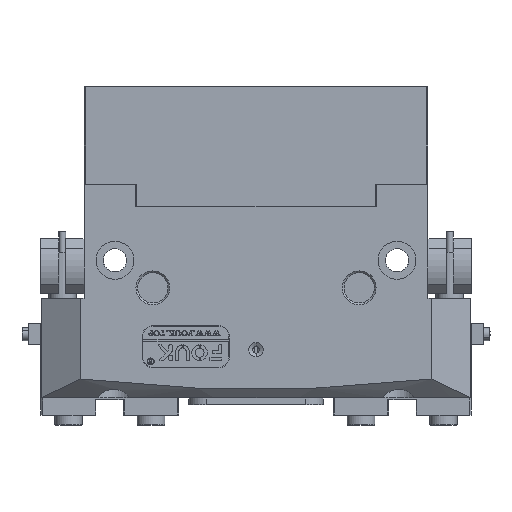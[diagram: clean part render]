
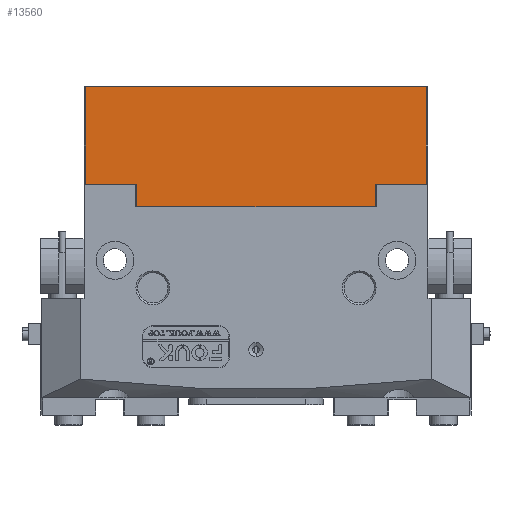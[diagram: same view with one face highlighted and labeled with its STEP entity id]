
A CAD part, front view. The second image highlights one B-rep face of the part: STEP entity #13560.
In plain terms, the highlighted planar face has unit normal (0, -1, 0).
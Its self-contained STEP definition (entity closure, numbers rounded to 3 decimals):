
#531 = VERTEX_POINT ( 'NONE', #29188 ) ;
#1178 = EDGE_CURVE ( 'NONE', #26747, #25280, #35719, .T. ) ;
#1838 = DIRECTION ( 'NONE',  ( -1., 0., 0. ) ) ;
#2003 = VERTEX_POINT ( 'NONE', #29690 ) ;
#2452 = CARTESIAN_POINT ( 'NONE',  ( -57.78, -23.114, 148.641 ) ) ;
#3480 = VECTOR ( 'NONE', #20871, 1000. ) ;
#4259 = ORIENTED_EDGE ( 'NONE', *, *, #7417, .T. ) ;
#5234 = CARTESIAN_POINT ( 'NONE',  ( -42.68, -23.114, 148.641 ) ) ;
#5943 = CARTESIAN_POINT ( 'NONE',  ( 26.52, -23.114, 148.641 ) ) ;
#6117 = ORIENTED_EDGE ( 'NONE', *, *, #1178, .F. ) ;
#6345 = VECTOR ( 'NONE', #16695, 1000. ) ;
#6474 = EDGE_CURVE ( 'NONE', #26747, #531, #8030, .T. ) ;
#6515 = EDGE_LOOP ( 'NONE', ( #38218, #38152, #19833, #4259, #6117, #19406, #32543, #25620, #17448, #38120 ) ) ;
#6564 = DIRECTION ( 'NONE',  ( 0.707, 0., 0.707 ) ) ;
#6776 = CARTESIAN_POINT ( 'NONE',  ( -58.28, -23.114, 155.241 ) ) ;
#7008 = VERTEX_POINT ( 'NONE', #10869 ) ;
#7417 = EDGE_CURVE ( 'NONE', #7008, #25280, #8291, .T. ) ;
#7514 = LINE ( 'NONE', #9490, #14317 ) ;
#7649 = DIRECTION ( 'NONE',  ( 0., 0., 1. ) ) ;
#8030 = LINE ( 'NONE', #5234, #21256 ) ;
#8090 = CARTESIAN_POINT ( 'NONE',  ( 26.12, -23.114, 148.641 ) ) ;
#8291 = LINE ( 'NONE', #6776, #18057 ) ;
#8391 = FACE_OUTER_BOUND ( 'NONE', #6515, .T. ) ;
#8817 = VECTOR ( 'NONE', #7649, 1000. ) ;
#8952 = LINE ( 'NONE', #10781, #10721 ) ;
#9490 = CARTESIAN_POINT ( 'NONE',  ( -58.28, -23.114, 155.241 ) ) ;
#10014 = DIRECTION ( 'NONE',  ( 0., 0., 1. ) ) ;
#10146 = CARTESIAN_POINT ( 'NONE',  ( 41.22, -23.114, 148.641 ) ) ;
#10513 = DIRECTION ( 'NONE',  ( 0., 0., 1. ) ) ;
#10721 = VECTOR ( 'NONE', #10513, 1000. ) ;
#10781 = CARTESIAN_POINT ( 'NONE',  ( 26.52, -23.114, 148.641 ) ) ;
#10823 = VERTEX_POINT ( 'NONE', #10882 ) ;
#10869 = CARTESIAN_POINT ( 'NONE',  ( -57.78, -23.114, 155.241 ) ) ;
#10882 = CARTESIAN_POINT ( 'NONE',  ( 26.52, -23.114, 149.041 ) ) ;
#12268 = CARTESIAN_POINT ( 'NONE',  ( 41.22, -23.114, 155.241 ) ) ;
#12565 = VERTEX_POINT ( 'NONE', #12268 ) ;
#13072 = CARTESIAN_POINT ( 'NONE',  ( -43.08, -23.114, 149.041 ) ) ;
#13560 = ADVANCED_FACE ( 'NONE', ( #8391 ), #33669, .F. ) ;
#14317 = VECTOR ( 'NONE', #22070, 1000. ) ;
#14602 = EDGE_CURVE ( 'NONE', #2003, #7008, #39617, .T. ) ;
#15350 = LINE ( 'NONE', #15975, #19726 ) ;
#15975 = CARTESIAN_POINT ( 'NONE',  ( 26.12, -23.114, 148.641 ) ) ;
#16695 = DIRECTION ( 'NONE',  ( 1., 0., 0. ) ) ;
#16933 = CARTESIAN_POINT ( 'NONE',  ( -43.08, -23.114, 148.641 ) ) ;
#16977 = CARTESIAN_POINT ( 'NONE',  ( -58.28, -23.114, 183.641 ) ) ;
#17095 = CARTESIAN_POINT ( 'NONE',  ( 26.52, -23.114, 148.641 ) ) ;
#17448 = ORIENTED_EDGE ( 'NONE', *, *, #23730, .T. ) ;
#17825 = EDGE_CURVE ( 'NONE', #2003, #29216, #33688, .T. ) ;
#18057 = VECTOR ( 'NONE', #22357, 1000. ) ;
#18217 = DIRECTION ( 'NONE',  ( 0., 0., -1. ) ) ;
#19406 = ORIENTED_EDGE ( 'NONE', *, *, #6474, .T. ) ;
#19726 = VECTOR ( 'NONE', #6564, 1000. ) ;
#19833 = ORIENTED_EDGE ( 'NONE', *, *, #14602, .T. ) ;
#20552 = LINE ( 'NONE', #17095, #40110 ) ;
#20871 = DIRECTION ( 'NONE',  ( 0., 0., -1. ) ) ;
#21256 = VECTOR ( 'NONE', #30458, 1000. ) ;
#22070 = DIRECTION ( 'NONE',  ( 1., 0., 0. ) ) ;
#22357 = DIRECTION ( 'NONE',  ( 1., 0., 0. ) ) ;
#23730 = EDGE_CURVE ( 'NONE', #10823, #37819, #8952, .T. ) ;
#25280 = VERTEX_POINT ( 'NONE', #39594 ) ;
#25620 = ORIENTED_EDGE ( 'NONE', *, *, #28843, .T. ) ;
#25695 = VECTOR ( 'NONE', #10014, 1000. ) ;
#26077 = VERTEX_POINT ( 'NONE', #8090 ) ;
#26747 = VERTEX_POINT ( 'NONE', #13072 ) ;
#27476 = EDGE_CURVE ( 'NONE', #12565, #29216, #28657, .T. ) ;
#28223 = AXIS2_PLACEMENT_3D ( 'NONE', #5943, #39945, #18217 ) ;
#28657 = LINE ( 'NONE', #10146, #25695 ) ;
#28843 = EDGE_CURVE ( 'NONE', #26077, #10823, #15350, .T. ) ;
#29188 = CARTESIAN_POINT ( 'NONE',  ( -42.68, -23.114, 148.641 ) ) ;
#29216 = VERTEX_POINT ( 'NONE', #34257 ) ;
#29690 = CARTESIAN_POINT ( 'NONE',  ( -57.78, -23.114, 183.641 ) ) ;
#30458 = DIRECTION ( 'NONE',  ( 0.707, 0., -0.707 ) ) ;
#32337 = EDGE_CURVE ( 'NONE', #37819, #12565, #7514, .T. ) ;
#32543 = ORIENTED_EDGE ( 'NONE', *, *, #40050, .F. ) ;
#33669 = PLANE ( 'NONE',  #28223 ) ;
#33688 = LINE ( 'NONE', #16977, #6345 ) ;
#34257 = CARTESIAN_POINT ( 'NONE',  ( 41.22, -23.114, 183.641 ) ) ;
#35719 = LINE ( 'NONE', #16933, #8817 ) ;
#37124 = CARTESIAN_POINT ( 'NONE',  ( 26.52, -23.114, 155.241 ) ) ;
#37819 = VERTEX_POINT ( 'NONE', #37124 ) ;
#38120 = ORIENTED_EDGE ( 'NONE', *, *, #32337, .T. ) ;
#38152 = ORIENTED_EDGE ( 'NONE', *, *, #17825, .F. ) ;
#38218 = ORIENTED_EDGE ( 'NONE', *, *, #27476, .T. ) ;
#39594 = CARTESIAN_POINT ( 'NONE',  ( -43.08, -23.114, 155.241 ) ) ;
#39617 = LINE ( 'NONE', #2452, #3480 ) ;
#39945 = DIRECTION ( 'NONE',  ( 0., 1., 0. ) ) ;
#40050 = EDGE_CURVE ( 'NONE', #26077, #531, #20552, .T. ) ;
#40110 = VECTOR ( 'NONE', #1838, 1000. ) ;
